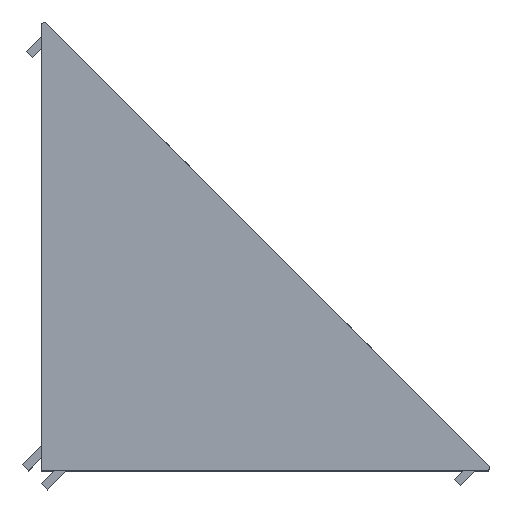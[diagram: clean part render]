
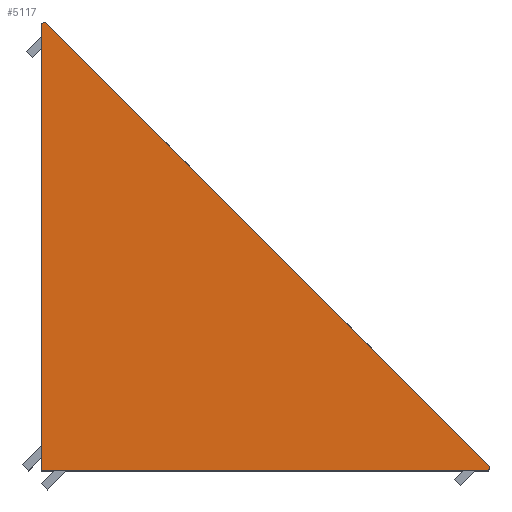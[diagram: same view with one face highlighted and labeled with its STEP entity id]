
A CAD part, top view. The second image highlights one B-rep face of the part: STEP entity #5117.
In plain terms, the highlighted planar face has unit normal (0, 0, 1).
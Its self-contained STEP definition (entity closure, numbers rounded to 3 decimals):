
#3289=CARTESIAN_POINT('',(75.0,0.0,38.0));
#3290=VERTEX_POINT('',#3289);
#3297=CARTESIAN_POINT('',(0.0,0.0,38.0));
#3298=VERTEX_POINT('',#3297);
#3299=CARTESIAN_POINT('',(75.0,0.0,38.0));
#3300=DIRECTION('',(-1.0,0.0,0.0));
#3301=VECTOR('',#3300,75.0);
#3302=LINE('',#3299,#3301);
#3303=EDGE_CURVE('',#3290,#3298,#3302,.T.);
#4373=CARTESIAN_POINT('',(0.0,75.0,38.0));
#4374=VERTEX_POINT('',#4373);
#4375=CARTESIAN_POINT('',(0.0,0.0,38.0));
#4376=DIRECTION('',(0.0,1.0,0.0));
#4377=VECTOR('',#4376,75.0);
#4378=LINE('',#4375,#4377);
#4379=EDGE_CURVE('',#3298,#4374,#4378,.T.);
#5065=CARTESIAN_POINT('',(75.293,0.707,38.0));
#5066=VERTEX_POINT('',#5065);
#5067=CARTESIAN_POINT('',(75.293,0.707,38.0));
#5068=DIRECTION('',(-0.383,-0.924,0.0));
#5069=VECTOR('',#5068,0.765);
#5070=LINE('',#5067,#5069);
#5071=EDGE_CURVE('',#5066,#3290,#5070,.T.);
#5093=CARTESIAN_POINT('',(26.87,26.87,38.0));
#5094=DIRECTION('',(0.0,0.0,1.0));
#5095=DIRECTION('',(1.0,0.0,0.0));
#5096=AXIS2_PLACEMENT_3D('',#5093,#5094,#5095);
#5097=PLANE('',#5096);
#5098=ORIENTED_EDGE('',*,*,#5071,.F.);
#5099=CARTESIAN_POINT('',(0.707,75.293,38.0));
#5100=VERTEX_POINT('',#5099);
#5101=CARTESIAN_POINT('',(0.707,75.293,38.0));
#5102=DIRECTION('',(0.707,-0.707,0.0));
#5103=VECTOR('',#5102,105.48);
#5104=LINE('',#5101,#5103);
#5105=EDGE_CURVE('',#5100,#5066,#5104,.T.);
#5106=ORIENTED_EDGE('',*,*,#5105,.F.);
#5107=CARTESIAN_POINT('',(0.,75.,38.0));
#5108=DIRECTION('',(0.924,0.383,0.0));
#5109=VECTOR('',#5108,0.765);
#5110=LINE('',#5107,#5109);
#5111=EDGE_CURVE('',#4374,#5100,#5110,.T.);
#5112=ORIENTED_EDGE('',*,*,#5111,.F.);
#5113=ORIENTED_EDGE('',*,*,#4379,.F.);
#5114=ORIENTED_EDGE('',*,*,#3303,.F.);
#5115=EDGE_LOOP('',(#5098,#5106,#5112,#5113,#5114));
#5116=FACE_OUTER_BOUND('',#5115,.T.);
#5117=ADVANCED_FACE('',(#5116),#5097,.T.);
